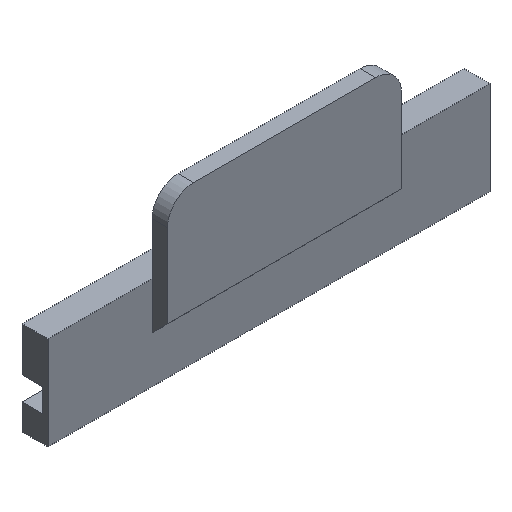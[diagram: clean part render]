
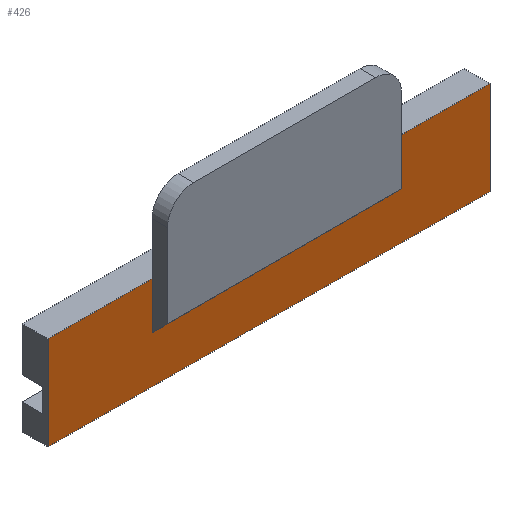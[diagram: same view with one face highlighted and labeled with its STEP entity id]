
A CAD part, isometric view. The second image highlights one B-rep face of the part: STEP entity #426.
In plain terms, the highlighted planar face has unit normal (0, -1, 0).
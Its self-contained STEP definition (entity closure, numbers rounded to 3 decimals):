
#42=FACE_OUTER_BOUND('',#64,.T.);
#64=EDGE_LOOP('',(#377,#378,#379,#380,#381,#382,#383,#384));
#68=LINE('',#584,#122);
#72=LINE('',#597,#126);
#77=LINE('',#606,#131);
#106=LINE('',#671,#160);
#111=LINE('',#681,#165);
#114=LINE('',#686,#168);
#116=LINE('',#689,#170);
#118=LINE('',#691,#172);
#122=VECTOR('',#474,10.);
#126=VECTOR('',#486,10.);
#131=VECTOR('',#493,10.);
#160=VECTOR('',#552,10.);
#165=VECTOR('',#559,10.);
#168=VECTOR('',#564,10.);
#170=VECTOR('',#568,10.);
#172=VECTOR('',#570,10.);
#173=VERTEX_POINT('',#577);
#176=VERTEX_POINT('',#582);
#181=VERTEX_POINT('',#596);
#184=VERTEX_POINT('',#604);
#204=VERTEX_POINT('',#668);
#205=VERTEX_POINT('',#670);
#208=VERTEX_POINT('',#678);
#209=VERTEX_POINT('',#680);
#214=EDGE_CURVE('',#173,#176,#68,.T.);
#220=EDGE_CURVE('',#181,#173,#72,.T.);
#225=EDGE_CURVE('',#176,#184,#77,.T.);
#256=EDGE_CURVE('',#205,#204,#106,.T.);
#261=EDGE_CURVE('',#209,#208,#111,.T.);
#264=EDGE_CURVE('',#204,#209,#114,.T.);
#266=EDGE_CURVE('',#208,#181,#116,.T.);
#268=EDGE_CURVE('',#184,#205,#118,.T.);
#377=ORIENTED_EDGE('',*,*,#225,.T.);
#378=ORIENTED_EDGE('',*,*,#268,.T.);
#379=ORIENTED_EDGE('',*,*,#256,.T.);
#380=ORIENTED_EDGE('',*,*,#264,.T.);
#381=ORIENTED_EDGE('',*,*,#261,.T.);
#382=ORIENTED_EDGE('',*,*,#266,.T.);
#383=ORIENTED_EDGE('',*,*,#220,.T.);
#384=ORIENTED_EDGE('',*,*,#214,.T.);
#404=PLANE('',#466);
#426=ADVANCED_FACE('',(#42),#404,.F.);
#466=AXIS2_PLACEMENT_3D('',#693,#573,#574);
#474=DIRECTION('',(-1.,0.,0.));
#486=DIRECTION('',(0.,0.,-1.));
#493=DIRECTION('',(0.,0.,1.));
#552=DIRECTION('',(0.,0.,-1.));
#559=DIRECTION('',(0.,0.,1.));
#564=DIRECTION('',(1.,0.,0.));
#568=DIRECTION('',(-1.,0.,0.));
#570=DIRECTION('',(-1.,0.,0.));
#573=DIRECTION('center_axis',(0.,1.,0.));
#574=DIRECTION('ref_axis',(1.,0.,0.));
#577=CARTESIAN_POINT('',(22.5,0.,0.));
#582=CARTESIAN_POINT('',(-22.5,0.,0.));
#584=CARTESIAN_POINT('',(-11.25,0.,0.));
#596=CARTESIAN_POINT('',(22.5,0.,9.));
#597=CARTESIAN_POINT('',(22.5,0.,0.));
#604=CARTESIAN_POINT('',(-22.5,0.,9.));
#606=CARTESIAN_POINT('',(-22.5,0.,9.5));
#668=CARTESIAN_POINT('',(-42.5,0.,-9.));
#670=CARTESIAN_POINT('',(-42.5,0.,9.));
#671=CARTESIAN_POINT('',(-42.5,0.,9.));
#678=CARTESIAN_POINT('',(42.5,0.,9.));
#680=CARTESIAN_POINT('',(42.5,0.,-9.));
#681=CARTESIAN_POINT('',(42.5,0.,-9.));
#686=CARTESIAN_POINT('',(-42.5,0.,-9.));
#689=CARTESIAN_POINT('',(42.5,0.,9.));
#691=CARTESIAN_POINT('',(42.5,0.,9.));
#693=CARTESIAN_POINT('Origin',(0.,0.,0.));
